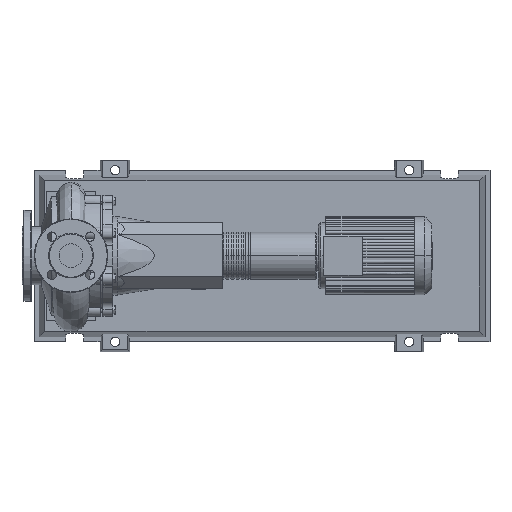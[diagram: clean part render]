
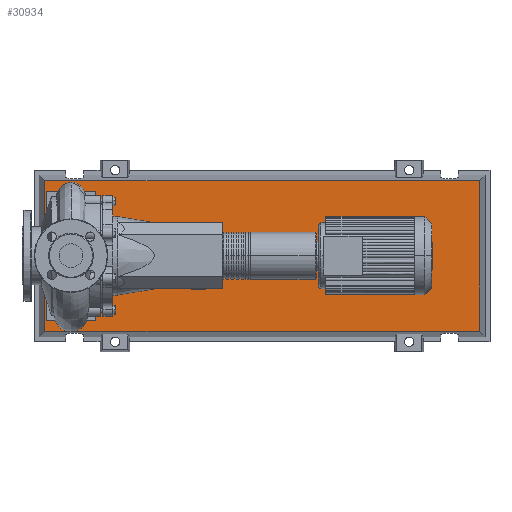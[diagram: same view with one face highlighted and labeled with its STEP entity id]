
A CAD part, top view. The second image highlights one B-rep face of the part: STEP entity #30934.
In plain terms, the highlighted planar face has unit normal (0, 0, 1).
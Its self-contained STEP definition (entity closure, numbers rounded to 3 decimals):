
#30615=CARTESIAN_POINT('',(833.292,-153.292,83.0));
#30616=VERTEX_POINT('',#30615);
#30623=CARTESIAN_POINT('',(-53.292,-153.292,83.0));
#30624=VERTEX_POINT('',#30623);
#30625=CARTESIAN_POINT('',(833.292,-153.292,83.0));
#30626=DIRECTION('',(-1.0,0.0,0.0));
#30627=VECTOR('',#30626,886.584);
#30628=LINE('',#30625,#30627);
#30629=EDGE_CURVE('',#30616,#30624,#30628,.T.);
#30847=CARTESIAN_POINT('',(833.292,153.292,83.0));
#30848=VERTEX_POINT('',#30847);
#30849=CARTESIAN_POINT('',(833.292,153.292,83.0));
#30850=DIRECTION('',(0.0,-1.0,0.0));
#30851=VECTOR('',#30850,306.584);
#30852=LINE('',#30849,#30851);
#30853=EDGE_CURVE('',#30848,#30616,#30852,.T.);
#30871=CARTESIAN_POINT('',(-53.292,153.292,83.0));
#30872=VERTEX_POINT('',#30871);
#30873=CARTESIAN_POINT('',(-53.292,-153.292,83.0));
#30874=DIRECTION('',(0.0,1.0,0.0));
#30875=VECTOR('',#30874,306.584);
#30876=LINE('',#30873,#30875);
#30877=EDGE_CURVE('',#30624,#30872,#30876,.T.);
#30910=CARTESIAN_POINT('',(-53.292,153.292,83.0));
#30911=DIRECTION('',(1.0,0.0,0.0));
#30912=VECTOR('',#30911,886.584);
#30913=LINE('',#30910,#30912);
#30914=EDGE_CURVE('',#30872,#30848,#30913,.T.);
#30923=CARTESIAN_POINT('',(390.,0.,83.0));
#30924=DIRECTION('',(0.0,0.0,1.0));
#30925=DIRECTION('',(1.0,0.0,0.0));
#30926=AXIS2_PLACEMENT_3D('',#30923,#30924,#30925);
#30927=PLANE('',#30926);
#30928=ORIENTED_EDGE('',*,*,#30853,.F.);
#30929=ORIENTED_EDGE('',*,*,#30914,.F.);
#30930=ORIENTED_EDGE('',*,*,#30877,.F.);
#30931=ORIENTED_EDGE('',*,*,#30629,.F.);
#30932=EDGE_LOOP('',(#30928,#30929,#30930,#30931));
#30933=FACE_OUTER_BOUND('',#30932,.T.);
#30934=ADVANCED_FACE('',(#30933),#30927,.T.);
